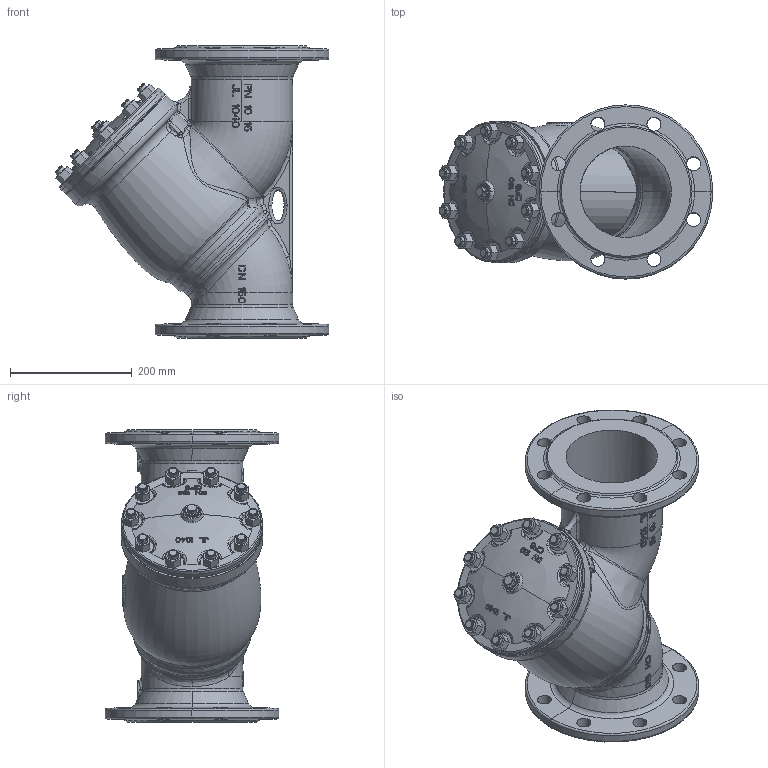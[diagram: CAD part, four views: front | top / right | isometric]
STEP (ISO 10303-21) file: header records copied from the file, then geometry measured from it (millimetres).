
FILE_DESCRIPTION((''),'2;1');
FILE_NAME('LOVILEC_DN150_PN10_16_CEP','2015-03-31T',('u317927'),('Danfoss'),'PRO/ENGINEER BY PARAMETRIC TECHNOLOGY CORPORATION, 2014000','PRO/ENGINEER BY PARAMETRIC TECHNOLOGY CORPORATION, 2014000','');
FILE_SCHEMA(('CONFIG_CONTROL_DESIGN'));
Products named in the file (1): LOVILEC_DN150_PN10_16_CEP
Bounding box: 448.86 x 285 x 480 mm (x, y, z)
Volume: 6295545.6 mm3; surface area: 1291200.5 mm2
Topology: 1 solids, 32 shells, 1789 faces, 4658 edges, 2974 vertices
Faces by surface type: plane 996, cone 271, cylinder 259, bspline 147, torus 84, sphere 29, revolution 3
Entity records: 66228 total; most frequent: CARTESIAN_POINT 23770, ORIENTED_EDGE 9192, DIRECTION 8480, EDGE_CURVE 4638, AXIS2_PLACEMENT_3D 3366, VERTEX_POINT 2974, EDGE_LOOP 1948, FACE_OUTER_BOUND 1789
